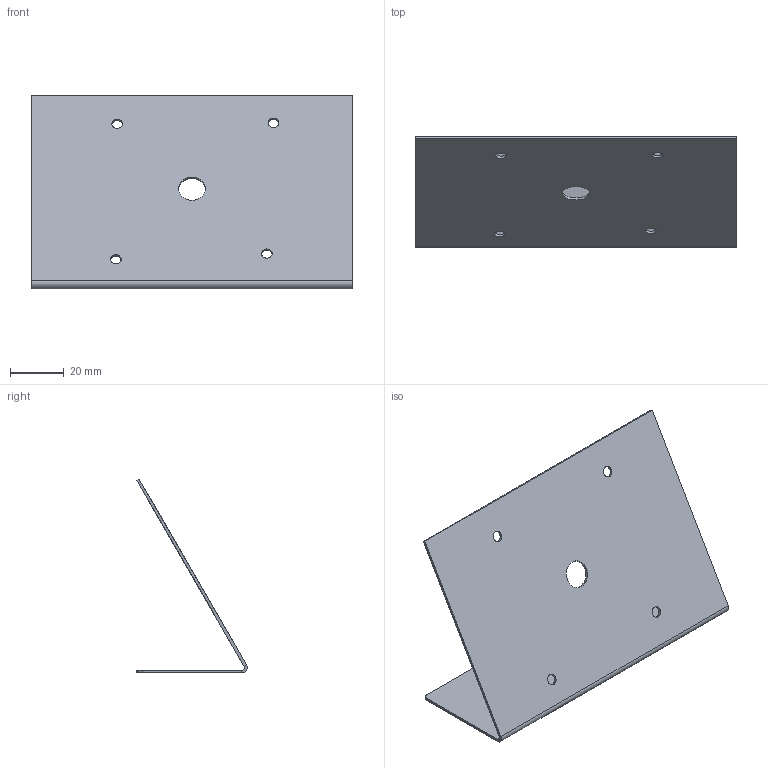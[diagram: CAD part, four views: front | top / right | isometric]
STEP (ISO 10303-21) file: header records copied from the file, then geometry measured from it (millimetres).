
FILE_DESCRIPTION(/* description */ (''),/* implementation_level */ '2;1');
FILE_NAME(/* name */ '3d_ADP120L_APONE.step',/* time_stamp */ '2021-08-05T11:20:13+02:00',/* author */ (''),/* organization */ (''),/* preprocessor_version */ 'ST-DEVELOPER v18.1',/* originating_system */ 'Autodesk Translation Framework v10.9.0.1377',/* authorisation */ '');
FILE_SCHEMA (('AUTOMOTIVE_DESIGN { 1 0 10303 214 3 1 1 }'));
Length unit declared in the file: millimetre
Products named in the file (1): StojakADP
Bounding box: 120 x 41.15 x 72.31 mm (x, y, z)
Volume: 14530.8 mm3; surface area: 29626.6 mm2
Topology: 1 solids, 1 shells, 23 faces, 55 edges, 34 vertices
Faces by surface type: plane 14, cylinder 9
Full cylindrical faces by diameter (mm): 4 x4, 10 x1
Entity records: 716 total; most frequent: DIRECTION 121, CARTESIAN_POINT 113, ORIENTED_EDGE 110, EDGE_CURVE 55, AXIS2_PLACEMENT_3D 42, LINE 37, VECTOR 37, VERTEX_POINT 34
